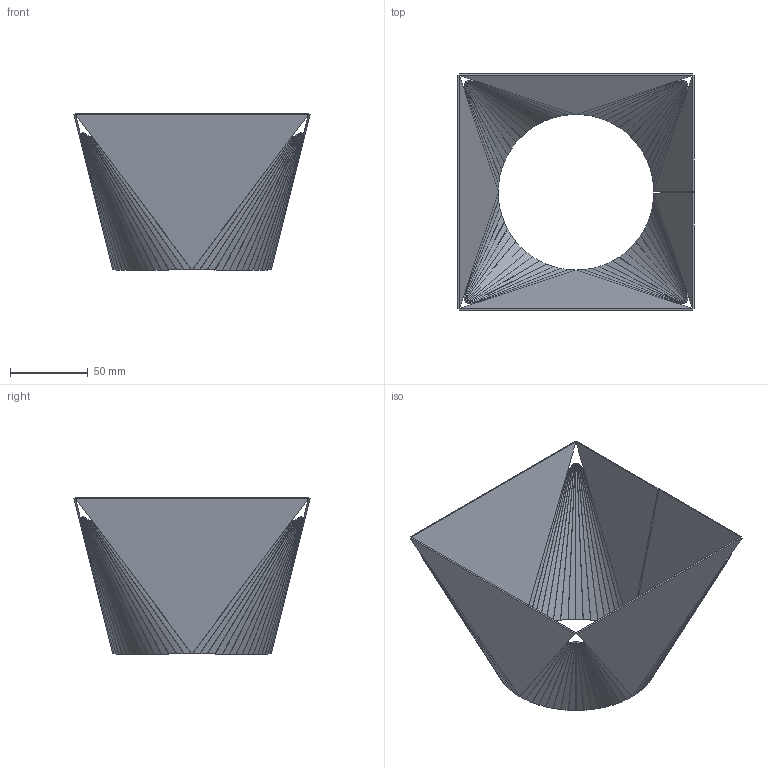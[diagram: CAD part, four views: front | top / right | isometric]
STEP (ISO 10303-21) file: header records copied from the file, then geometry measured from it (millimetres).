
FILE_DESCRIPTION (( 'STEP AP214' ), '1' );
FILE_NAME ('sheet metal0.STEP', '2023-07-23T02:02:54', ( '' ), ( '' ), 'SwSTEP 2.0', 'SolidWorks 2019', '' );
FILE_SCHEMA (( 'AUTOMOTIVE_DESIGN' ));
Length unit declared in the file: millimetre
Products named in the file (1): sheet metal0
Bounding box: 151.94 x 151.94 x 100.49 mm (x, y, z)
Volume: 48134.9 mm3; surface area: 97601.5 mm2
Topology: 1 solids, 1 shells, 576 faces, 1178 edges, 604 vertices
Faces by surface type: plane 364, cylinder 150, bspline 62
Entity records: 15706 total; most frequent: CARTESIAN_POINT 4405, ORIENTED_EDGE 2356, DIRECTION 2260, EDGE_CURVE 1178, VECTOR 878, LINE 878, AXIS2_PLACEMENT_3D 691, VERTEX_POINT 604
